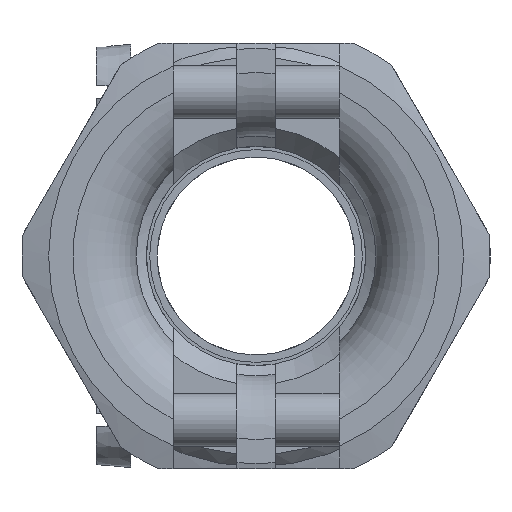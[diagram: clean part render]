
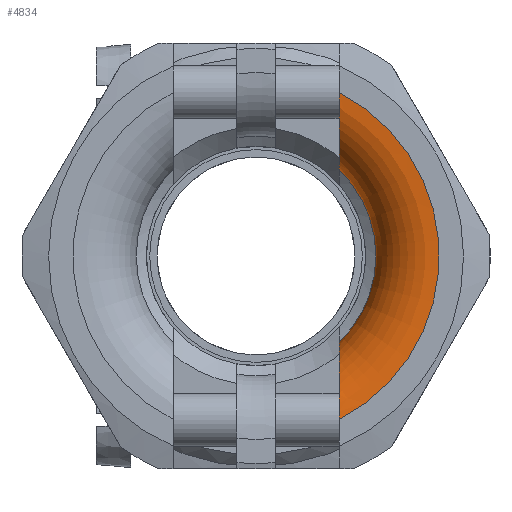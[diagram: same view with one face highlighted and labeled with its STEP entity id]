
A CAD part, left-side view. The second image highlights one B-rep face of the part: STEP entity #4834.
In plain terms, the highlighted toroidal (fillet/blend) face has major radius 8.61 mm and minor radius 3 mm.
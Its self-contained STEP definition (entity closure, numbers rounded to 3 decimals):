
#37=TOROIDAL_SURFACE('',#5323,8.61,3.);
#61=B_SPLINE_CURVE_WITH_KNOTS('',3,(#7454,#7455,#7456,#7457,#7458,#7459,
#7460,#7461,#7462,#7463),.UNSPECIFIED.,.F.,.F.,(4,2,2,2,4),(0.986,
1.056,1.177,1.311,1.443),
 .UNSPECIFIED.);
#77=B_SPLINE_CURVE_WITH_KNOTS('',3,(#8092,#8093,#8094,#8095,#8096,#8097,
#8098,#8099,#8100,#8101),.UNSPECIFIED.,.F.,.F.,(4,2,2,2,4),(0.465,
0.597,0.73,0.851,0.921),
 .UNSPECIFIED.);
#1191=FACE_OUTER_BOUND('',#1528,.T.);
#1528=EDGE_LOOP('',(#3835,#3836,#3837,#3838));
#1871=CIRCLE('',#5318,5.629);
#1874=CIRCLE('',#5324,8.61);
#2104=VERTEX_POINT('',#7451);
#2105=VERTEX_POINT('',#7453);
#2292=VERTEX_POINT('',#8087);
#2293=VERTEX_POINT('',#8091);
#2614=EDGE_CURVE('',#2105,#2104,#61,.T.);
#2825=EDGE_CURVE('',#2293,#2292,#77,.T.);
#2871=EDGE_CURVE('',#2292,#2105,#1871,.T.);
#2874=EDGE_CURVE('',#2104,#2293,#1874,.T.);
#3835=ORIENTED_EDGE('',*,*,#2825,.T.);
#3836=ORIENTED_EDGE('',*,*,#2871,.T.);
#3837=ORIENTED_EDGE('',*,*,#2614,.T.);
#3838=ORIENTED_EDGE('',*,*,#2874,.T.);
#4834=ADVANCED_FACE('',(#1191),#37,.T.);
#5318=AXIS2_PLACEMENT_3D('',#8193,#6320,#6321);
#5323=AXIS2_PLACEMENT_3D('',#8198,#6330,#6331);
#5324=AXIS2_PLACEMENT_3D('',#8199,#6332,#6333);
#6320=DIRECTION('center_axis',(1.,0.,0.));
#6321=DIRECTION('ref_axis',(0.,0.,-1.));
#6330=DIRECTION('center_axis',(1.,0.,0.));
#6331=DIRECTION('ref_axis',(0.,0.,-1.));
#6332=DIRECTION('center_axis',(-1.,0.,0.));
#6333=DIRECTION('ref_axis',(0.,0.,-1.));
#7451=CARTESIAN_POINT('',(0.,-3.9,-7.676));
#7453=CARTESIAN_POINT('',(2.665,-3.9,-4.059));
#7454=CARTESIAN_POINT('Ctrl Pts',(2.665,-3.9,-4.059));
#7455=CARTESIAN_POINT('Ctrl Pts',(2.417,-3.9,-4.097));
#7456=CARTESIAN_POINT('Ctrl Pts',(2.166,-3.9,-4.184));
#7457=CARTESIAN_POINT('Ctrl Pts',(1.596,-3.9,-4.47));
#7458=CARTESIAN_POINT('Ctrl Pts',(1.223,-3.9,-4.78));
#7459=CARTESIAN_POINT('Ctrl Pts',(0.672,-3.9,-5.424));
#7460=CARTESIAN_POINT('Ctrl Pts',(0.404,-3.9,-5.885));
#7461=CARTESIAN_POINT('Ctrl Pts',(0.097,-3.9,-6.715));
#7462=CARTESIAN_POINT('Ctrl Pts',(0.,-3.9,-7.235));
#7463=CARTESIAN_POINT('Ctrl Pts',(0.,-3.9,-7.676));
#8087=CARTESIAN_POINT('',(2.665,-3.9,4.059));
#8091=CARTESIAN_POINT('',(0.,-3.9,7.676));
#8092=CARTESIAN_POINT('Ctrl Pts',(0.,-3.9,7.676));
#8093=CARTESIAN_POINT('Ctrl Pts',(0.,-3.9,7.235));
#8094=CARTESIAN_POINT('Ctrl Pts',(0.097,-3.9,6.715));
#8095=CARTESIAN_POINT('Ctrl Pts',(0.404,-3.9,5.885));
#8096=CARTESIAN_POINT('Ctrl Pts',(0.672,-3.9,5.424));
#8097=CARTESIAN_POINT('Ctrl Pts',(1.223,-3.9,4.78));
#8098=CARTESIAN_POINT('Ctrl Pts',(1.596,-3.9,4.47));
#8099=CARTESIAN_POINT('Ctrl Pts',(2.166,-3.9,4.184));
#8100=CARTESIAN_POINT('Ctrl Pts',(2.417,-3.9,4.097));
#8101=CARTESIAN_POINT('Ctrl Pts',(2.665,-3.9,4.059));
#8193=CARTESIAN_POINT('Origin',(2.665,0.,0.));
#8198=CARTESIAN_POINT('Origin',(3.,0.,0.));
#8199=CARTESIAN_POINT('Origin',(0.,0.,0.));
